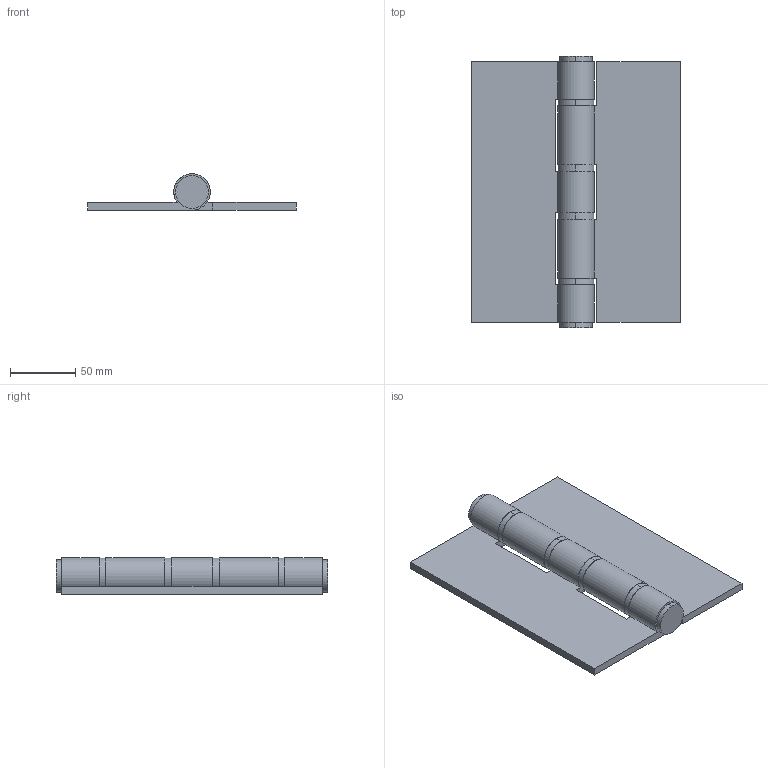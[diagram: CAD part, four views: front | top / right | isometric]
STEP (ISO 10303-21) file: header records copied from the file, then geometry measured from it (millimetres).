
FILE_DESCRIPTION (( 'STEP AP203' ), '1' );
FILE_NAME ('B-1001-0.STEP', '2008-10-17T00:45:45', ( ' ' ), ( ' ' ), 'SwSTEP 2.0', 'SolidWorks 2007', '' );
FILE_SCHEMA (( 'CONFIG_CONTROL_DESIGN' ));
Length unit declared in the file: millimetre
Products named in the file (5): B-1001-0; B-1001-0僔儍僼僩__棉太倌; B-1001-0僸儞僕A__棉太倌; B-1001-0僸儞僕B__棉太倌; B-1001-0焼結リング__ﾃﾞﾌｫﾙﾄ
Assembly tree (7 placements, depth 2):
  B-1001-0
    B-1001-0僔儍僼僩__棉太倌
    B-1001-0僸儞僕A__棉太倌
    B-1001-0焼結リング__ﾃﾞﾌｫﾙﾄ  x4
    B-1001-0僸儞僕B__棉太倌
Bounding box: 160 x 208 x 27.98 mm (x, y, z)
Volume: 288713.1 mm3; surface area: 105318.1 mm2
Topology: 7 solids, 7 shells, 72 faces, 168 edges, 112 vertices
Faces by surface type: cylinder 37, plane 35
Entity records: 2249 total; most frequent: DIRECTION 310, CARTESIAN_POINT 284, ORIENTED_EDGE 264, EDGE_CURVE 132, AXIS2_PLACEMENT_3D 114, VERTEX_POINT 88, VECTOR 82, LINE 82
